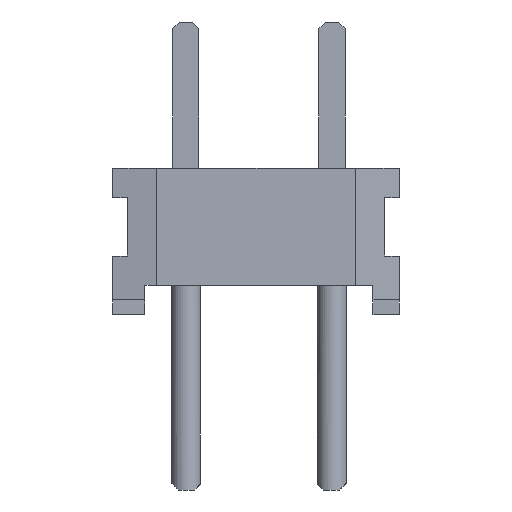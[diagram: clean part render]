
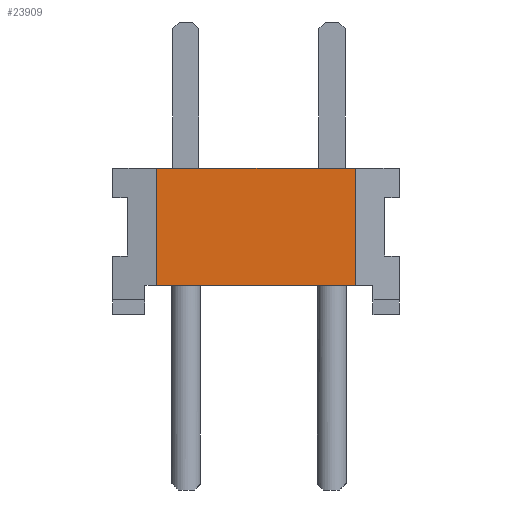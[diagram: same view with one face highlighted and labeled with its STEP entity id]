
A CAD part, left-side view. The second image highlights one B-rep face of the part: STEP entity #23909.
In plain terms, the highlighted planar face has unit normal (-1, 0, 0).
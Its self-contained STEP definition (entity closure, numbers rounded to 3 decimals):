
#23909 = ADVANCED_FACE('',(#23910),#23944,.F.);
#23910 = FACE_BOUND('',#23911,.T.);
#23911 = EDGE_LOOP('',(#23912,#23922,#23930,#23938));
#23912 = ORIENTED_EDGE('',*,*,#23913,.F.);
#23913 = EDGE_CURVE('',#23914,#23916,#23918,.T.);
#23914 = VERTEX_POINT('',#23915);
#23915 = CARTESIAN_POINT('',(-26.67,1.778,2.54));
#23916 = VERTEX_POINT('',#23917);
#23917 = CARTESIAN_POINT('',(-26.67,-1.676,2.54));
#23918 = LINE('',#23919,#23920);
#23919 = CARTESIAN_POINT('',(-26.67,2.54,2.54));
#23920 = VECTOR('',#23921,1.);
#23921 = DIRECTION('',(0.,-1.,0.));
#23922 = ORIENTED_EDGE('',*,*,#23923,.T.);
#23923 = EDGE_CURVE('',#23914,#23924,#23926,.T.);
#23924 = VERTEX_POINT('',#23925);
#23925 = CARTESIAN_POINT('',(-26.67,1.778,0.508));
#23926 = LINE('',#23927,#23928);
#23927 = CARTESIAN_POINT('',(-26.67,1.778,2.54));
#23928 = VECTOR('',#23929,1.);
#23929 = DIRECTION('',(0.,0.,-1.));
#23930 = ORIENTED_EDGE('',*,*,#23931,.T.);
#23931 = EDGE_CURVE('',#23924,#23932,#23934,.T.);
#23932 = VERTEX_POINT('',#23933);
#23933 = CARTESIAN_POINT('',(-26.67,-1.676,0.508));
#23934 = LINE('',#23935,#23936);
#23935 = CARTESIAN_POINT('',(-26.67,1.981,0.508));
#23936 = VECTOR('',#23937,1.);
#23937 = DIRECTION('',(0.,-1.,0.));
#23938 = ORIENTED_EDGE('',*,*,#23939,.T.);
#23939 = EDGE_CURVE('',#23932,#23916,#23940,.T.);
#23940 = LINE('',#23941,#23942);
#23941 = CARTESIAN_POINT('',(-26.67,-1.676,2.54));
#23942 = VECTOR('',#23943,1.);
#23943 = DIRECTION('',(0.,0.,1.));
#23944 = PLANE('',#23945);
#23945 = AXIS2_PLACEMENT_3D('',#23946,#23947,#23948);
#23946 = CARTESIAN_POINT('',(-26.67,2.54,2.54));
#23947 = DIRECTION('',(1.,0.,0.));
#23948 = DIRECTION('',(0.,1.,0.));
